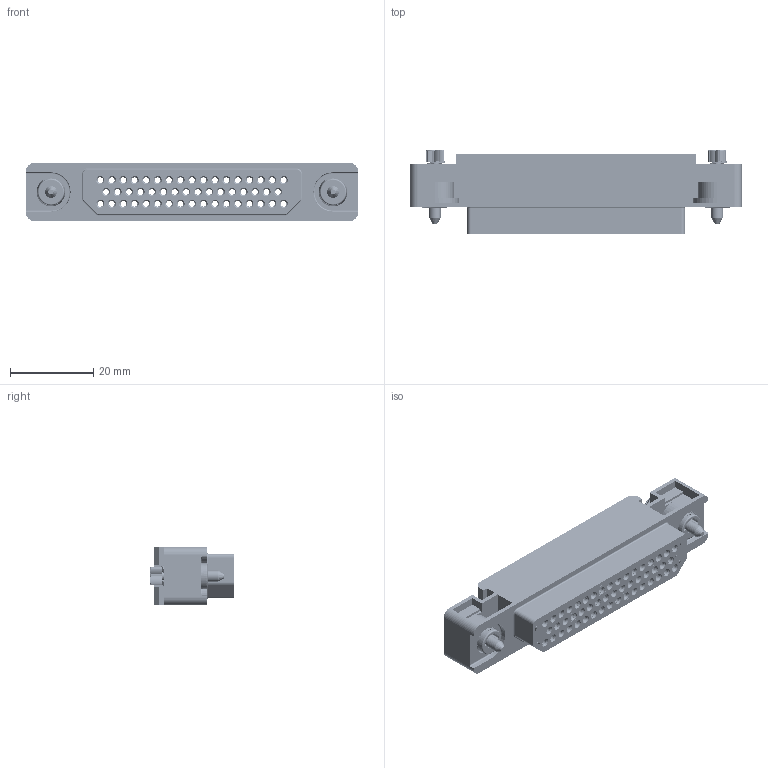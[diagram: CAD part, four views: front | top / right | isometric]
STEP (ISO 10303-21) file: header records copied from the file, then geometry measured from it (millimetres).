
FILE_DESCRIPTION((''),'2;1');
FILE_NAME('1900ND01S2A00A','2020-08-05T',('presta_be4'),(''),'CREO PARAMETRIC BY PTC INC, 2018360','CREO PARAMETRIC BY PTC INC, 2018360','');
FILE_SCHEMA(('CONFIG_CONTROL_DESIGN'));
Products named in the file (1): 1900ND01S2A00A
Bounding box: 80 x 20.21 x 14 mm (x, y, z)
Volume: 12029 mm3; surface area: 17182.6 mm2
Topology: 13 solids, 13 shells, 4659 faces, 12886 edges, 8562 vertices
Faces by surface type: plane 2623, cylinder 1232, cone 538, bspline 200, torus 38, extrusion 28
Entity records: 183798 total; most frequent: CARTESIAN_POINT 63807, ORIENTED_EDGE 25764, DIRECTION 24070, EDGE_CURVE 12882, VERTEX_POINT 8562, AXIS2_PLACEMENT_3D 8227, VECTOR 7616, LINE 7588
